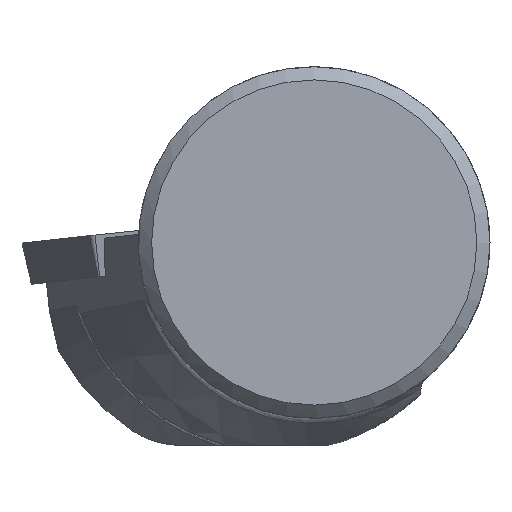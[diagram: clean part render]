
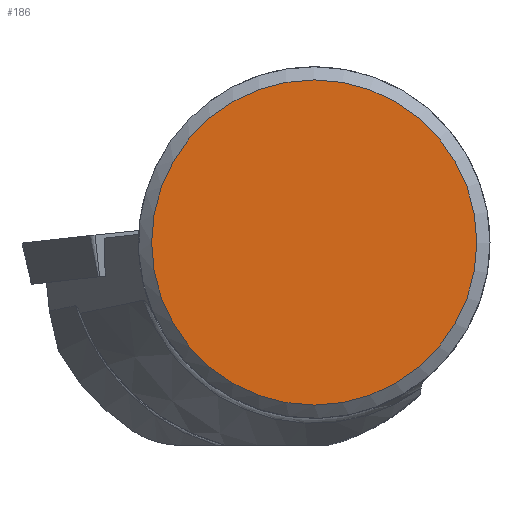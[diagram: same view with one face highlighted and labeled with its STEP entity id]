
A CAD part, top view. The second image highlights one B-rep face of the part: STEP entity #186.
In plain terms, the highlighted planar face has unit normal (0, 0, 1).
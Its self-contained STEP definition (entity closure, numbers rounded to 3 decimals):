
#148=PLANE('',#1041);
#186=ADVANCED_FACE('',(#247),#148,.T.);
#247=FACE_OUTER_BOUND('',#288,.T.);
#288=EDGE_LOOP('',(#612));
#612=ORIENTED_EDGE('',*,*,#808,.F.);
#721=VERTEX_POINT('',#1450);
#808=EDGE_CURVE('',#721,#721,#897,.T.);
#897=CIRCLE('',#1005,9.25);
#1005=AXIS2_PLACEMENT_3D('',#1449,#1146,#1147);
#1041=AXIS2_PLACEMENT_3D('',#1677,#1234,#1235);
#1146=DIRECTION('',(0.,0.,-1.));
#1147=DIRECTION('',(1.,0.,0.));
#1234=DIRECTION('',(0.,0.,1.));
#1235=DIRECTION('',(1.,0.,0.));
#1449=CARTESIAN_POINT('',(0.,0.,0.299));
#1450=CARTESIAN_POINT('',(9.25,0.,0.299));
#1677=CARTESIAN_POINT('',(0.,0.,0.299));
